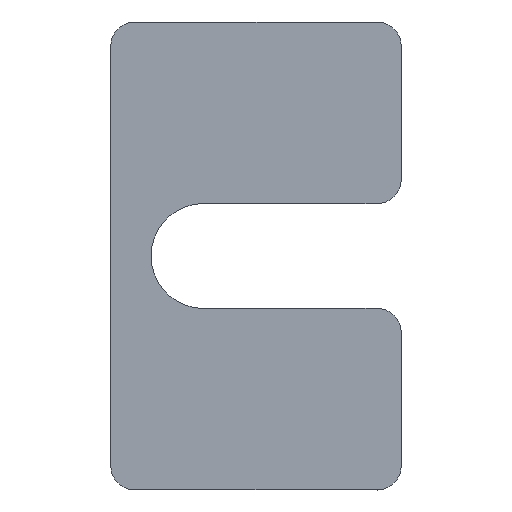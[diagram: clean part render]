
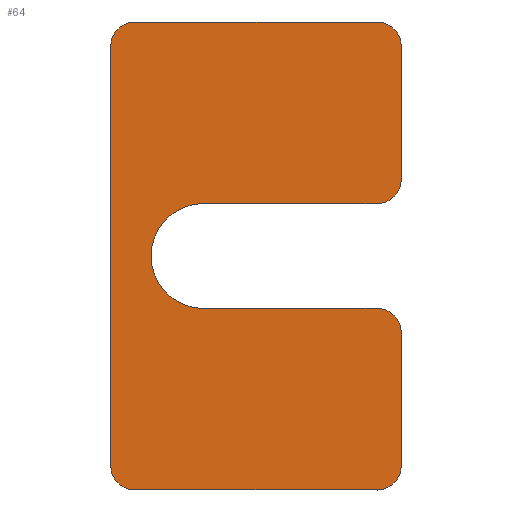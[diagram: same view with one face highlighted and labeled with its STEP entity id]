
A CAD part, top view. The second image highlights one B-rep face of the part: STEP entity #64.
In plain terms, the highlighted planar face has unit normal (0, 0, 1).
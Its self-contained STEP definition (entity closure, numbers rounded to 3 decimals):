
#41=CIRCLE('',#328,6.5);
#49=CIRCLE('',#340,3.);
#50=CIRCLE('',#341,3.);
#51=CIRCLE('',#342,3.);
#52=CIRCLE('',#343,3.);
#53=CIRCLE('',#344,3.);
#54=CIRCLE('',#345,3.);
#64=ADVANCED_FACE('',(#89),#79,.T.);
#79=PLANE('',#346);
#89=FACE_OUTER_BOUND('',#105,.T.);
#105=EDGE_LOOP('',(#158,#159,#160,#161,#162,#163,#164,#165,#166,#167,#168,
#169,#170,#171));
#158=ORIENTED_EDGE('',*,*,#230,.F.);
#159=ORIENTED_EDGE('',*,*,#260,.T.);
#160=ORIENTED_EDGE('',*,*,#224,.F.);
#161=ORIENTED_EDGE('',*,*,#261,.T.);
#162=ORIENTED_EDGE('',*,*,#250,.F.);
#163=ORIENTED_EDGE('',*,*,#262,.T.);
#164=ORIENTED_EDGE('',*,*,#247,.F.);
#165=ORIENTED_EDGE('',*,*,#244,.F.);
#166=ORIENTED_EDGE('',*,*,#242,.F.);
#167=ORIENTED_EDGE('',*,*,#263,.T.);
#168=ORIENTED_EDGE('',*,*,#236,.F.);
#169=ORIENTED_EDGE('',*,*,#264,.T.);
#170=ORIENTED_EDGE('',*,*,#234,.F.);
#171=ORIENTED_EDGE('',*,*,#265,.T.);
#196=VERTEX_POINT('',#445);
#197=VERTEX_POINT('',#446);
#202=VERTEX_POINT('',#457);
#203=VERTEX_POINT('',#459);
#206=VERTEX_POINT('',#466);
#207=VERTEX_POINT('',#468);
#208=VERTEX_POINT('',#472);
#209=VERTEX_POINT('',#473);
#214=VERTEX_POINT('',#484);
#215=VERTEX_POINT('',#486);
#216=VERTEX_POINT('',#490);
#218=VERTEX_POINT('',#496);
#220=VERTEX_POINT('',#502);
#221=VERTEX_POINT('',#503);
#224=EDGE_CURVE('',#196,#197,#266,.T.);
#230=EDGE_CURVE('',#202,#203,#272,.T.);
#234=EDGE_CURVE('',#206,#207,#276,.T.);
#236=EDGE_CURVE('',#208,#209,#278,.T.);
#242=EDGE_CURVE('',#214,#215,#284,.T.);
#244=EDGE_CURVE('',#215,#216,#41,.T.);
#247=EDGE_CURVE('',#216,#218,#287,.T.);
#250=EDGE_CURVE('',#220,#221,#290,.T.);
#260=EDGE_CURVE('',#202,#197,#49,.T.);
#261=EDGE_CURVE('',#196,#221,#50,.T.);
#262=EDGE_CURVE('',#220,#218,#51,.T.);
#263=EDGE_CURVE('',#214,#209,#52,.T.);
#264=EDGE_CURVE('',#208,#207,#53,.T.);
#265=EDGE_CURVE('',#206,#203,#54,.T.);
#266=LINE('',#444,#294);
#272=LINE('',#458,#300);
#276=LINE('',#467,#304);
#278=LINE('',#471,#306);
#284=LINE('',#485,#312);
#287=LINE('',#495,#315);
#290=LINE('',#501,#318);
#294=VECTOR('',#355,1.);
#300=VECTOR('',#363,1.);
#304=VECTOR('',#369,1.);
#306=VECTOR('',#373,1.);
#312=VECTOR('',#381,1.);
#315=VECTOR('',#392,1.);
#318=VECTOR('',#397,1.);
#328=AXIS2_PLACEMENT_3D('',#489,#385,#386);
#340=AXIS2_PLACEMENT_3D('',#517,#417,#418);
#341=AXIS2_PLACEMENT_3D('',#518,#419,#420);
#342=AXIS2_PLACEMENT_3D('',#519,#421,#422);
#343=AXIS2_PLACEMENT_3D('',#520,#423,#424);
#344=AXIS2_PLACEMENT_3D('',#521,#425,#426);
#345=AXIS2_PLACEMENT_3D('',#522,#427,#428);
#346=AXIS2_PLACEMENT_3D('',#523,#429,#430);
#355=DIRECTION('',(-1.,0.,0.));
#363=DIRECTION('',(0.,1.,0.));
#369=DIRECTION('',(1.,0.,0.));
#373=DIRECTION('',(0.,-1.,0.));
#381=DIRECTION('',(-1.,0.,0.));
#385=DIRECTION('',(0.,0.,1.));
#386=DIRECTION('',(0.,1.,0.));
#392=DIRECTION('',(1.,0.,0.));
#397=DIRECTION('',(0.,-1.,0.));
#417=DIRECTION('',(0.,0.,1.));
#418=DIRECTION('',(0.,-1.,0.));
#419=DIRECTION('',(0.,0.,1.));
#420=DIRECTION('',(0.,-1.,0.));
#421=DIRECTION('',(0.,0.,1.));
#422=DIRECTION('',(0.,-1.,0.));
#423=DIRECTION('',(0.,0.,1.));
#424=DIRECTION('',(0.,-1.,0.));
#425=DIRECTION('',(0.,0.,1.));
#426=DIRECTION('',(0.,-1.,0.));
#427=DIRECTION('',(0.,0.,1.));
#428=DIRECTION('',(1.,0.,0.));
#429=DIRECTION('',(0.,0.,1.));
#430=DIRECTION('',(0.,-1.,0.));
#444=CARTESIAN_POINT('',(36.5,-29.,0.5));
#445=CARTESIAN_POINT('',(33.,-29.,0.5));
#446=CARTESIAN_POINT('',(3.,-29.,0.5));
#457=CARTESIAN_POINT('',(0.,-26.,0.5));
#458=CARTESIAN_POINT('',(0.,-35.,0.5));
#459=CARTESIAN_POINT('',(0.,26.,0.5));
#466=CARTESIAN_POINT('',(3.,29.,0.5));
#467=CARTESIAN_POINT('',(10.5,29.,0.5));
#468=CARTESIAN_POINT('',(33.,29.,0.5));
#471=CARTESIAN_POINT('',(36.,65.,0.5));
#472=CARTESIAN_POINT('',(36.,26.,0.5));
#473=CARTESIAN_POINT('',(36.,9.5,0.5));
#484=CARTESIAN_POINT('',(33.,6.5,0.5));
#485=CARTESIAN_POINT('',(36.5,6.5,0.5));
#486=CARTESIAN_POINT('',(11.5,6.5,0.5));
#489=CARTESIAN_POINT('',(11.5,0.,0.5));
#490=CARTESIAN_POINT('',(11.5,-6.5,0.5));
#495=CARTESIAN_POINT('',(10.5,-6.5,0.5));
#496=CARTESIAN_POINT('',(33.,-6.5,0.5));
#501=CARTESIAN_POINT('',(36.,8.5,0.5));
#502=CARTESIAN_POINT('',(36.,-9.5,0.5));
#503=CARTESIAN_POINT('',(36.,-26.,0.5));
#517=CARTESIAN_POINT('',(3.,-26.,0.5));
#518=CARTESIAN_POINT('',(33.,-26.,0.5));
#519=CARTESIAN_POINT('',(33.,-9.5,0.5));
#520=CARTESIAN_POINT('',(33.,9.5,0.5));
#521=CARTESIAN_POINT('',(33.,26.,0.5));
#522=CARTESIAN_POINT('',(3.,26.,0.5));
#523=CARTESIAN_POINT('',(10.5,15.,0.5));
